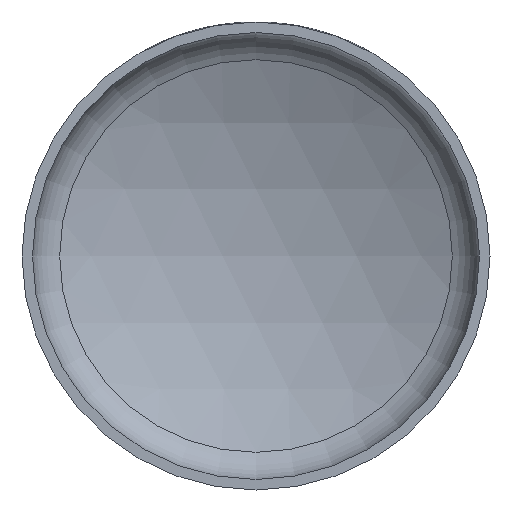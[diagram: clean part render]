
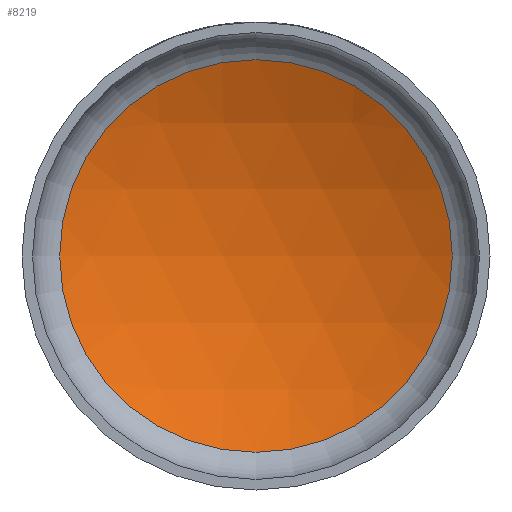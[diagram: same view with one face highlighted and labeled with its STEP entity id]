
A CAD part, front view. The second image highlights one B-rep face of the part: STEP entity #8219.
In plain terms, the highlighted spherical face has radius 88.9 mm.
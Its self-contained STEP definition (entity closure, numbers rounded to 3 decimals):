
#500 = DIRECTION ( 'NONE',  ( 1., 0., 0. ) ) ;
#1668 = EDGE_LOOP ( 'NONE', ( #20105 ) ) ;
#2240 = DIRECTION ( 'NONE',  ( 0., 0., 1. ) ) ;
#4354 = AXIS2_PLACEMENT_3D ( 'NONE', #23025, #2240, #500 ) ;
#6031 = DIRECTION ( 'NONE',  ( 0., -1., 0. ) ) ;
#8219 = ADVANCED_FACE ( 'NONE', ( #16087 ), #11065, .F. ) ;
#11065 = SPHERICAL_SURFACE ( 'NONE', #4354, 88.9 ) ;
#11077 = EDGE_CURVE ( 'NONE', #19317, #19317, #19832, .T. ) ;
#16087 = FACE_OUTER_BOUND ( 'NONE', #1668, .T. ) ;
#17433 = CARTESIAN_POINT ( 'NONE',  ( 0., 21.07, 0. ) ) ;
#17599 = DIRECTION ( 'NONE',  ( 0., 0., -1. ) ) ;
#17994 = CARTESIAN_POINT ( 'NONE',  ( 0., 21.07, -37.289 ) ) ;
#19317 = VERTEX_POINT ( 'NONE', #17994 ) ;
#19832 = CIRCLE ( 'NONE', #21907, 37.289 ) ;
#20105 = ORIENTED_EDGE ( 'NONE', *, *, #11077, .T. ) ;
#21907 = AXIS2_PLACEMENT_3D ( 'NONE', #17433, #6031, #17599 ) ;
#23025 = CARTESIAN_POINT ( 'NONE',  ( 0., -59.631, 0. ) ) ;
